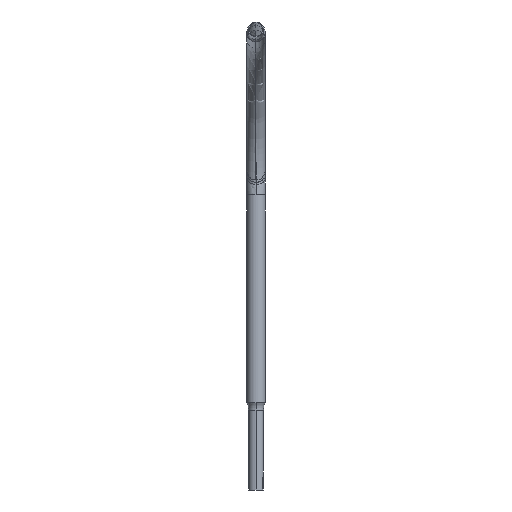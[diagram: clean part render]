
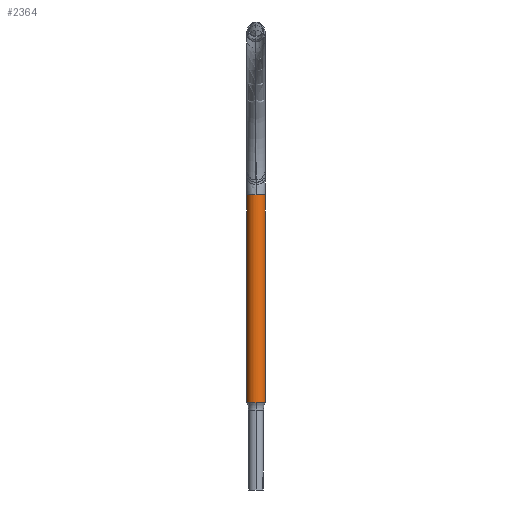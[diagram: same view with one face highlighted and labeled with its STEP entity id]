
A CAD part, left-side view. The second image highlights one B-rep face of the part: STEP entity #2364.
In plain terms, the highlighted cylindrical face has radius 38.05 mm (diameter 76.1 mm), a partial arc.
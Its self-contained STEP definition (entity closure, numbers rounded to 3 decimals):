
#47 = VERTEX_POINT ( 'NONE', #2882 ) ;
#107 = DIRECTION ( 'NONE',  ( 0., -1., 0. ) ) ;
#154 = CARTESIAN_POINT ( 'NONE',  ( 0., 835.294, 0. ) ) ;
#415 = EDGE_CURVE ( 'NONE', #1892, #3584, #3654, .T. ) ;
#566 = DIRECTION ( 'NONE',  ( 0., 0., 1. ) ) ;
#671 = LINE ( 'NONE', #1818, #4663 ) ;
#754 = EDGE_CURVE ( 'NONE', #1892, #3467, #3330, .T. ) ;
#884 = CIRCLE ( 'NONE', #2002, 38.05 ) ;
#927 = DIRECTION ( 'NONE',  ( 1., 0., 0. ) ) ;
#1022 = CARTESIAN_POINT ( 'NONE',  ( 0., 835.294, 38.05 ) ) ;
#1110 = ORIENTED_EDGE ( 'NONE', *, *, #415, .F. ) ;
#1272 = CIRCLE ( 'NONE', #1437, 38.05 ) ;
#1317 = CARTESIAN_POINT ( 'NONE',  ( 0., 835.294, 0. ) ) ;
#1358 = FACE_OUTER_BOUND ( 'NONE', #4103, .T. ) ;
#1437 = AXIS2_PLACEMENT_3D ( 'NONE', #154, #3903, #3176 ) ;
#1663 = DIRECTION ( 'NONE',  ( 1., 0., 0. ) ) ;
#1689 = CARTESIAN_POINT ( 'NONE',  ( 0., 0., -38.05 ) ) ;
#1750 = CARTESIAN_POINT ( 'NONE',  ( 0., 0., 0. ) ) ;
#1778 = DIRECTION ( 'NONE',  ( 0., -1., 0. ) ) ;
#1818 = CARTESIAN_POINT ( 'NONE',  ( 0., 0., -38.05 ) ) ;
#1892 = VERTEX_POINT ( 'NONE', #4309 ) ;
#2002 = AXIS2_PLACEMENT_3D ( 'NONE', #1317, #2834, #4338 ) ;
#2154 = CARTESIAN_POINT ( 'NONE',  ( 0., 0., 38.05 ) ) ;
#2279 = AXIS2_PLACEMENT_3D ( 'NONE', #4745, #3949, #566 ) ;
#2309 = ORIENTED_EDGE ( 'NONE', *, *, #754, .T. ) ;
#2364 = ADVANCED_FACE ( 'NONE', ( #1358 ), #2451, .T. ) ;
#2451 = CYLINDRICAL_SURFACE ( 'NONE', #2279, 38.05 ) ;
#2466 = CIRCLE ( 'NONE', #4836, 38.05 ) ;
#2488 = ORIENTED_EDGE ( 'NONE', *, *, #4768, .F. ) ;
#2658 = DIRECTION ( 'NONE',  ( 0., 1., 0. ) ) ;
#2783 = EDGE_CURVE ( 'NONE', #3584, #4873, #2466, .T. ) ;
#2834 = DIRECTION ( 'NONE',  ( 0., 1., 0. ) ) ;
#2867 = ORIENTED_EDGE ( 'NONE', *, *, #4256, .F. ) ;
#2882 = CARTESIAN_POINT ( 'NONE',  ( 0., 835.294, -38.05 ) ) ;
#2910 = CARTESIAN_POINT ( 'NONE',  ( -38.05, 0., 0. ) ) ;
#2917 = ORIENTED_EDGE ( 'NONE', *, *, #3705, .F. ) ;
#3176 = DIRECTION ( 'NONE',  ( -1., 0., 0. ) ) ;
#3262 = ORIENTED_EDGE ( 'NONE', *, *, #2783, .F. ) ;
#3263 = VECTOR ( 'NONE', #3280, 1000. ) ;
#3280 = DIRECTION ( 'NONE',  ( 0., 1., 0. ) ) ;
#3330 = LINE ( 'NONE', #2154, #3263 ) ;
#3336 = AXIS2_PLACEMENT_3D ( 'NONE', #4697, #107, #1663 ) ;
#3467 = VERTEX_POINT ( 'NONE', #1022 ) ;
#3499 = CARTESIAN_POINT ( 'NONE',  ( -38.05, 835.294, 0. ) ) ;
#3584 = VERTEX_POINT ( 'NONE', #2910 ) ;
#3654 = CIRCLE ( 'NONE', #3336, 38.05 ) ;
#3705 = EDGE_CURVE ( 'NONE', #3895, #3467, #884, .T. ) ;
#3895 = VERTEX_POINT ( 'NONE', #3499 ) ;
#3903 = DIRECTION ( 'NONE',  ( 0., 1., 0. ) ) ;
#3949 = DIRECTION ( 'NONE',  ( 0., 1., 0. ) ) ;
#4103 = EDGE_LOOP ( 'NONE', ( #2867, #3262, #1110, #2309, #2917, #2488 ) ) ;
#4256 = EDGE_CURVE ( 'NONE', #4873, #47, #671, .T. ) ;
#4309 = CARTESIAN_POINT ( 'NONE',  ( 0., 0., 38.05 ) ) ;
#4338 = DIRECTION ( 'NONE',  ( -1., 0., 0. ) ) ;
#4663 = VECTOR ( 'NONE', #2658, 1000. ) ;
#4697 = CARTESIAN_POINT ( 'NONE',  ( 0., 0., 0. ) ) ;
#4745 = CARTESIAN_POINT ( 'NONE',  ( 0., 0., 0. ) ) ;
#4768 = EDGE_CURVE ( 'NONE', #47, #3895, #1272, .T. ) ;
#4836 = AXIS2_PLACEMENT_3D ( 'NONE', #1750, #1778, #927 ) ;
#4873 = VERTEX_POINT ( 'NONE', #1689 ) ;
